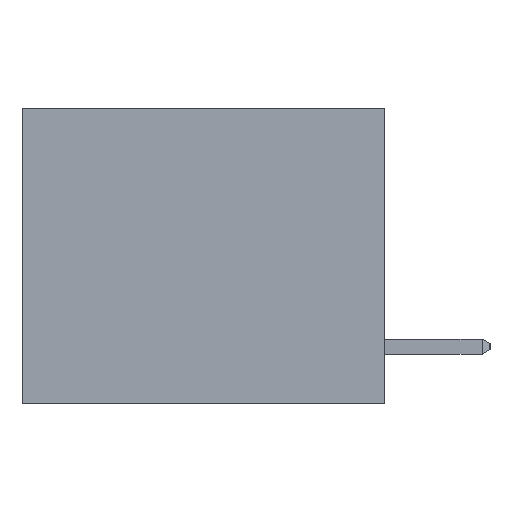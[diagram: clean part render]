
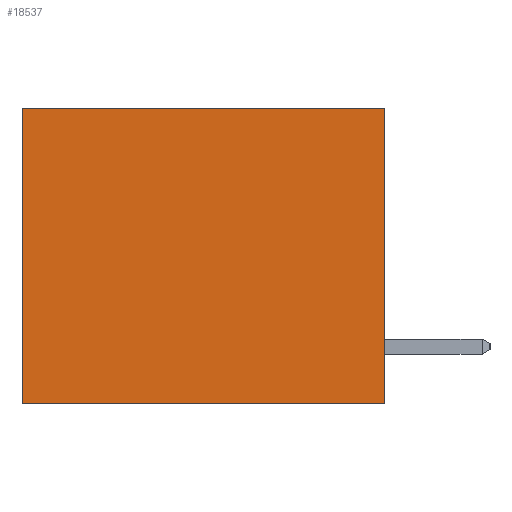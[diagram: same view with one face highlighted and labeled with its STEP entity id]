
A CAD part, left-side view. The second image highlights one B-rep face of the part: STEP entity #18537.
In plain terms, the highlighted planar face has unit normal (-1, 0, 0).
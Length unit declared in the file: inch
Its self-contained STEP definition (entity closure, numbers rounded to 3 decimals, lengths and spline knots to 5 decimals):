
#594 = ORIENTED_EDGE ( 'NONE', *, *, #11503, .F. ) ;
#1527 = VERTEX_POINT ( 'NONE', #8044 ) ;
#1543 = LINE ( 'NONE', #12859, #10399 ) ;
#2949 = LINE ( 'NONE', #5843, #16414 ) ;
#4495 = CARTESIAN_POINT ( 'NONE',  ( 0.3165, 0.6, 0. ) ) ;
#4918 = EDGE_CURVE ( 'NONE', #1527, #11628, #12209, .T. ) ;
#4934 = CARTESIAN_POINT ( 'NONE',  ( 0.3165, 0., 0. ) ) ;
#5307 = ORIENTED_EDGE ( 'NONE', *, *, #7491, .T. ) ;
#5843 = CARTESIAN_POINT ( 'NONE',  ( 0.3165, 0., -0.49 ) ) ;
#6444 = DIRECTION ( 'NONE',  ( 0., 1., 0. ) ) ;
#7491 = EDGE_CURVE ( 'NONE', #11628, #16502, #1543, .T. ) ;
#8044 = CARTESIAN_POINT ( 'NONE',  ( 0.3165, 0., 0. ) ) ;
#8177 = CARTESIAN_POINT ( 'NONE',  ( 0.3165, 0., -0.49 ) ) ;
#8393 = ORIENTED_EDGE ( 'NONE', *, *, #4918, .T. ) ;
#8499 = VERTEX_POINT ( 'NONE', #8928 ) ;
#8784 = ORIENTED_EDGE ( 'NONE', *, *, #10621, .F. ) ;
#8928 = CARTESIAN_POINT ( 'NONE',  ( 0.3165, 0., -0.49 ) ) ;
#9385 = DIRECTION ( 'NONE',  ( 0., 0., -1. ) ) ;
#10132 = LINE ( 'NONE', #14660, #12912 ) ;
#10221 = CARTESIAN_POINT ( 'NONE',  ( 0.3165, 0.6, -0.49 ) ) ;
#10399 = VECTOR ( 'NONE', #11822, 39.37008 ) ;
#10621 = EDGE_CURVE ( 'NONE', #1527, #8499, #2949, .T. ) ;
#11503 = EDGE_CURVE ( 'NONE', #8499, #16502, #10132, .T. ) ;
#11626 = FACE_OUTER_BOUND ( 'NONE', #13697, .T. ) ;
#11628 = VERTEX_POINT ( 'NONE', #4495 ) ;
#11822 = DIRECTION ( 'NONE',  ( 0., 0., -1. ) ) ;
#12209 = LINE ( 'NONE', #4934, #13625 ) ;
#12351 = DIRECTION ( 'NONE',  ( 1., 0., 0. ) ) ;
#12859 = CARTESIAN_POINT ( 'NONE',  ( 0.3165, 0.6, -0.49 ) ) ;
#12912 = VECTOR ( 'NONE', #16126, 39.37008 ) ;
#13625 = VECTOR ( 'NONE', #6444, 39.37008 ) ;
#13697 = EDGE_LOOP ( 'NONE', ( #5307, #594, #8784, #8393 ) ) ;
#14083 = PLANE ( 'NONE',  #18200 ) ;
#14660 = CARTESIAN_POINT ( 'NONE',  ( 0.3165, 0., -0.49 ) ) ;
#16126 = DIRECTION ( 'NONE',  ( 0., 1., 0. ) ) ;
#16414 = VECTOR ( 'NONE', #17700, 39.37008 ) ;
#16502 = VERTEX_POINT ( 'NONE', #10221 ) ;
#17700 = DIRECTION ( 'NONE',  ( 0., 0., -1. ) ) ;
#18200 = AXIS2_PLACEMENT_3D ( 'NONE', #8177, #12351, #9385 ) ;
#18537 = ADVANCED_FACE ( 'NONE', ( #11626 ), #14083, .F. ) ;
